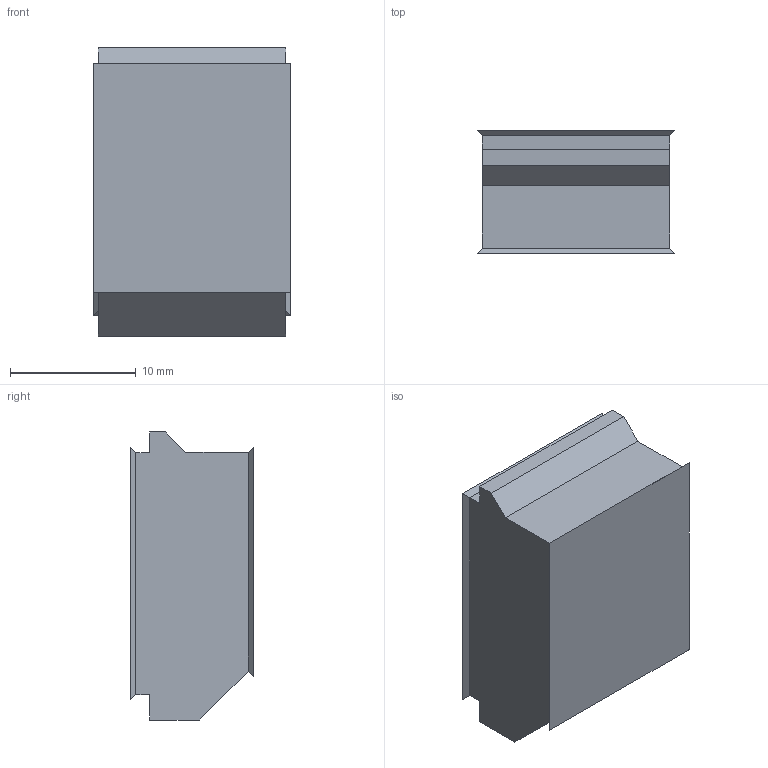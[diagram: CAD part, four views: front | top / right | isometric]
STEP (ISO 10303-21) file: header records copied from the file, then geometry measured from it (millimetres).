
FILE_DESCRIPTION(/* description */ (''),/* implementation_level */ '2;1');
FILE_NAME(/* name */ 'model.step',/* time_stamp */ '2024-09-12T10:13:51-07:00',/* author */ (''),/* organization */ (''),/* preprocessor_version */ 'ST-DEVELOPER v20',/* originating_system */ 'Autodesk Translation Framework v13.14.0.145',/* authorisation */ '');
FILE_SCHEMA (('AUTOMOTIVE_DESIGN { 1 0 10303 214 3 1 1 }'));
Length unit declared in the file: millimetre
Products named in the file (2): (Unsaved); Keystone_Cutter
Assembly tree (1 placements, depth 2):
  (Unsaved)
    Keystone_Cutter
Bounding box: 15.7 x 9.75 x 22.9 mm (x, y, z)
Volume: 2973.4 mm3; surface area: 1401 mm2
Topology: 1 solids, 1 shells, 21 faces, 49 edges, 30 vertices
Faces by surface type: plane 21
Entity records: 632 total; most frequent: CARTESIAN_POINT 103, ORIENTED_EDGE 98, DIRECTION 97, LINE 49, VECTOR 49, EDGE_CURVE 49, VERTEX_POINT 30, AXIS2_PLACEMENT_3D 24
